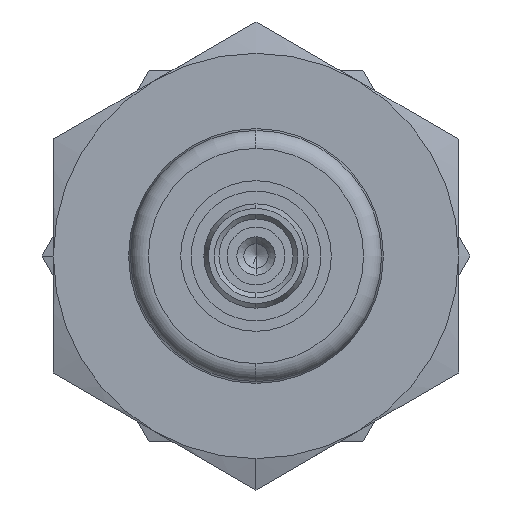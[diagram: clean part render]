
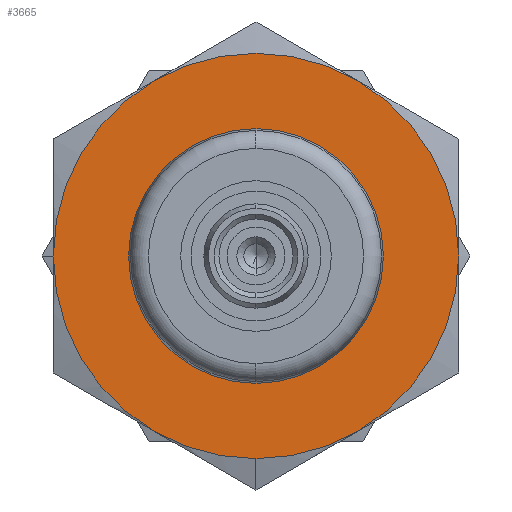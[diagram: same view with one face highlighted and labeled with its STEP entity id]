
A CAD part, left-side view. The second image highlights one B-rep face of the part: STEP entity #3665.
In plain terms, the highlighted planar face has unit normal (-1, 0, 0).
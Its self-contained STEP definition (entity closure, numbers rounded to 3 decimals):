
#1 = CIRCLE ( 'NONE', #3267, 8.75 ) ;
#10 = CARTESIAN_POINT ( 'NONE',  ( -21., 0., 0. ) ) ;
#62 = ORIENTED_EDGE ( 'NONE', *, *, #138, .F. ) ;
#138 = EDGE_CURVE ( 'NONE', #6258, #6593, #5827, .T. ) ;
#180 = CARTESIAN_POINT ( 'NONE',  ( -21., 4.375, 7.578 ) ) ;
#336 = EDGE_CURVE ( 'NONE', #656, #714, #1, .T. ) ;
#364 = CARTESIAN_POINT ( 'NONE',  ( -21., -4.375, 7.578 ) ) ;
#650 = CIRCLE ( 'NONE', #7050, 8.75 ) ;
#656 = VERTEX_POINT ( 'NONE', #6144 ) ;
#714 = VERTEX_POINT ( 'NONE', #1422 ) ;
#733 = ORIENTED_EDGE ( 'NONE', *, *, #1572, .F. ) ;
#882 = ORIENTED_EDGE ( 'NONE', *, *, #336, .F. ) ;
#910 = VERTEX_POINT ( 'NONE', #966 ) ;
#966 = CARTESIAN_POINT ( 'NONE',  ( -21., 4.375, -7.578 ) ) ;
#1022 = ORIENTED_EDGE ( 'NONE', *, *, #7132, .F. ) ;
#1135 = DIRECTION ( 'NONE',  ( 1., 0., 0. ) ) ;
#1209 = ORIENTED_EDGE ( 'NONE', *, *, #4183, .T. ) ;
#1251 = ORIENTED_EDGE ( 'NONE', *, *, #2671, .F. ) ;
#1382 = AXIS2_PLACEMENT_3D ( 'NONE', #2414, #5655, #1482 ) ;
#1422 = CARTESIAN_POINT ( 'NONE',  ( -21., 0., -8.75 ) ) ;
#1482 = DIRECTION ( 'NONE',  ( 0., 0., -1. ) ) ;
#1545 = CARTESIAN_POINT ( 'NONE',  ( -21., 8.75, 0. ) ) ;
#1572 = EDGE_CURVE ( 'NONE', #910, #2582, #650, .T. ) ;
#1842 = DIRECTION ( 'NONE',  ( 0., 0., -1. ) ) ;
#1905 = CARTESIAN_POINT ( 'NONE',  ( -21., 0., 0. ) ) ;
#1937 = DIRECTION ( 'NONE',  ( 1., 0., 0. ) ) ;
#2048 = CARTESIAN_POINT ( 'NONE',  ( -21., 0., 0. ) ) ;
#2079 = DIRECTION ( 'NONE',  ( 1., 0., 0. ) ) ;
#2238 = DIRECTION ( 'NONE',  ( 1., 0., 0. ) ) ;
#2361 = VERTEX_POINT ( 'NONE', #180 ) ;
#2414 = CARTESIAN_POINT ( 'NONE',  ( -21., 0., 0. ) ) ;
#2455 = DIRECTION ( 'NONE',  ( 0., 0., -1. ) ) ;
#2574 = DIRECTION ( 'NONE',  ( -1., 0., 0. ) ) ;
#2582 = VERTEX_POINT ( 'NONE', #1545 ) ;
#2635 = AXIS2_PLACEMENT_3D ( 'NONE', #6358, #1135, #2455 ) ;
#2671 = EDGE_CURVE ( 'NONE', #2582, #2361, #7027, .T. ) ;
#2812 = VERTEX_POINT ( 'NONE', #4234 ) ;
#2859 = EDGE_CURVE ( 'NONE', #8472, #2812, #7161, .T. ) ;
#3253 = ORIENTED_EDGE ( 'NONE', *, *, #7891, .F. ) ;
#3265 = ORIENTED_EDGE ( 'NONE', *, *, #5603, .F. ) ;
#3267 = AXIS2_PLACEMENT_3D ( 'NONE', #4584, #4541, #4786 ) ;
#3665 = ADVANCED_FACE ( 'NONE', ( #4959, #5806 ), #5829, .T. ) ;
#3671 = DIRECTION ( 'NONE',  ( 1., 0., 0. ) ) ;
#3760 = DIRECTION ( 'NONE',  ( 1., 0., 0. ) ) ;
#4010 = DIRECTION ( 'NONE',  ( 0., 0., -1. ) ) ;
#4122 = AXIS2_PLACEMENT_3D ( 'NONE', #8197, #3671, #6305 ) ;
#4183 = EDGE_CURVE ( 'NONE', #2812, #8472, #5889, .T. ) ;
#4234 = CARTESIAN_POINT ( 'NONE',  ( -21., 0., 5.5 ) ) ;
#4362 = AXIS2_PLACEMENT_3D ( 'NONE', #6514, #2574, #5178 ) ;
#4541 = DIRECTION ( 'NONE',  ( 1., 0., 0. ) ) ;
#4584 = CARTESIAN_POINT ( 'NONE',  ( -21., 0., 0. ) ) ;
#4786 = DIRECTION ( 'NONE',  ( 0., 0., -1. ) ) ;
#4959 = FACE_OUTER_BOUND ( 'NONE', #7892, .T. ) ;
#5154 = DIRECTION ( 'NONE',  ( 0., 0., -1. ) ) ;
#5178 = DIRECTION ( 'NONE',  ( 0., 0., 1. ) ) ;
#5183 = AXIS2_PLACEMENT_3D ( 'NONE', #2048, #2079, #4010 ) ;
#5503 = DIRECTION ( 'NONE',  ( 0., 0., -1. ) ) ;
#5603 = EDGE_CURVE ( 'NONE', #2361, #6258, #5711, .T. ) ;
#5655 = DIRECTION ( 'NONE',  ( 1., 0., 0. ) ) ;
#5711 = CIRCLE ( 'NONE', #6251, 8.75 ) ;
#5767 = ORIENTED_EDGE ( 'NONE', *, *, #2859, .T. ) ;
#5801 = CARTESIAN_POINT ( 'NONE',  ( -21., 0., 0. ) ) ;
#5806 = FACE_BOUND ( 'NONE', #6246, .T. ) ;
#5824 = DIRECTION ( 'NONE',  ( 1., 0., 0. ) ) ;
#5827 = CIRCLE ( 'NONE', #5183, 8.75 ) ;
#5829 = PLANE ( 'NONE',  #4362 ) ;
#5889 = CIRCLE ( 'NONE', #6179, 5.5 ) ;
#6144 = CARTESIAN_POINT ( 'NONE',  ( -21., -4.375, -7.578 ) ) ;
#6179 = AXIS2_PLACEMENT_3D ( 'NONE', #5801, #1937, #7053 ) ;
#6246 = EDGE_LOOP ( 'NONE', ( #5767, #1209 ) ) ;
#6251 = AXIS2_PLACEMENT_3D ( 'NONE', #10, #3760, #1842 ) ;
#6258 = VERTEX_POINT ( 'NONE', #364 ) ;
#6305 = DIRECTION ( 'NONE',  ( 0., 0., -1. ) ) ;
#6358 = CARTESIAN_POINT ( 'NONE',  ( -21., 0., 0. ) ) ;
#6514 = CARTESIAN_POINT ( 'NONE',  ( -21., 5.5, 0. ) ) ;
#6593 = VERTEX_POINT ( 'NONE', #7937 ) ;
#6940 = CARTESIAN_POINT ( 'NONE',  ( -21., 0., -5.5 ) ) ;
#7027 = CIRCLE ( 'NONE', #4122, 8.75 ) ;
#7050 = AXIS2_PLACEMENT_3D ( 'NONE', #1905, #5824, #5154 ) ;
#7053 = DIRECTION ( 'NONE',  ( 0., 0., -1. ) ) ;
#7132 = EDGE_CURVE ( 'NONE', #714, #910, #7282, .T. ) ;
#7161 = CIRCLE ( 'NONE', #1382, 5.5 ) ;
#7167 = AXIS2_PLACEMENT_3D ( 'NONE', #8141, #2238, #5503 ) ;
#7282 = CIRCLE ( 'NONE', #2635, 8.75 ) ;
#7575 = CIRCLE ( 'NONE', #7167, 8.75 ) ;
#7891 = EDGE_CURVE ( 'NONE', #6593, #656, #7575, .T. ) ;
#7892 = EDGE_LOOP ( 'NONE', ( #62, #3265, #1251, #733, #1022, #882, #3253 ) ) ;
#7937 = CARTESIAN_POINT ( 'NONE',  ( -21., -8.75, 0. ) ) ;
#8141 = CARTESIAN_POINT ( 'NONE',  ( -21., 0., 0. ) ) ;
#8197 = CARTESIAN_POINT ( 'NONE',  ( -21., 0., 0. ) ) ;
#8472 = VERTEX_POINT ( 'NONE', #6940 ) ;
